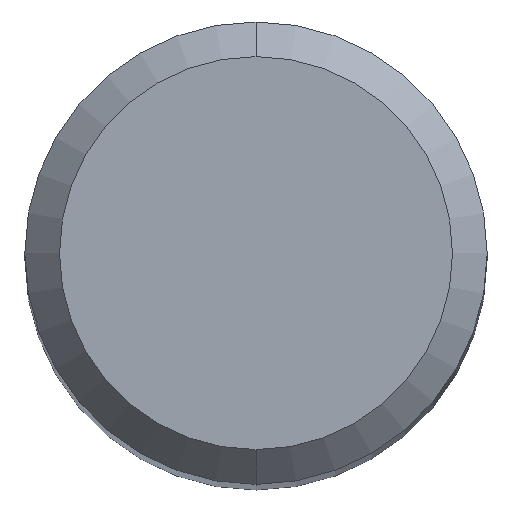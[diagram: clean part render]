
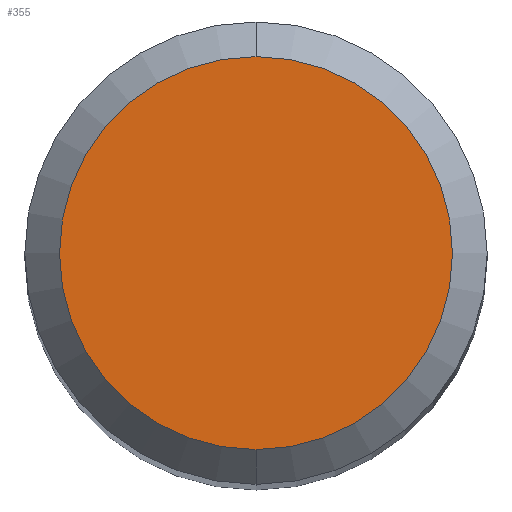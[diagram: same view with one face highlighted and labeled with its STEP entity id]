
A CAD part, top view. The second image highlights one B-rep face of the part: STEP entity #355.
In plain terms, the highlighted planar face has unit normal (0, 0, 1).
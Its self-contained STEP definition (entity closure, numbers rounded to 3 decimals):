
#245=VERTEX_POINT('',#539);
#257=VERTEX_POINT('',#551);
#329=EDGE_CURVE('',#245,#257,#629,.T.);
#355=ADVANCED_FACE('',(#656),#657,.T.);
#373=EDGE_CURVE('',#257,#245,#678,.T.);
#539=CARTESIAN_POINT('',(0.0,1.7,0.0));
#551=CARTESIAN_POINT('',(0.,-1.7,0.0));
#629=CIRCLE('',#1150,1.7);
#656=FACE_OUTER_BOUND('',#1206,.T.);
#657=PLANE('',#1207);
#678=CIRCLE('',#1236,1.7);
#1150=AXIS2_PLACEMENT_3D('',#1547,#1548,#1549);
#1206=EDGE_LOOP('',(#1571,#1572));
#1207=AXIS2_PLACEMENT_3D('',#1573,#1574,#1575);
#1236=AXIS2_PLACEMENT_3D('',#1603,#1604,#1605);
#1547=CARTESIAN_POINT('',(0.0,0.0,0.0));
#1548=DIRECTION('',(0.0,0.0,-1.0));
#1549=DIRECTION('',(0.0,1.0,0.0));
#1571=ORIENTED_EDGE('',*,*,#329,.F.);
#1572=ORIENTED_EDGE('',*,*,#373,.F.);
#1573=CARTESIAN_POINT('',(0.0,0.85,0.0));
#1574=DIRECTION('',(-0.0,0.0,1.0));
#1575=DIRECTION('',(0.0,-1.0,0.0));
#1603=CARTESIAN_POINT('',(0.0,0.0,0.0));
#1604=DIRECTION('',(0.0,0.0,-1.0));
#1605=DIRECTION('',(0.0,1.0,0.0));
